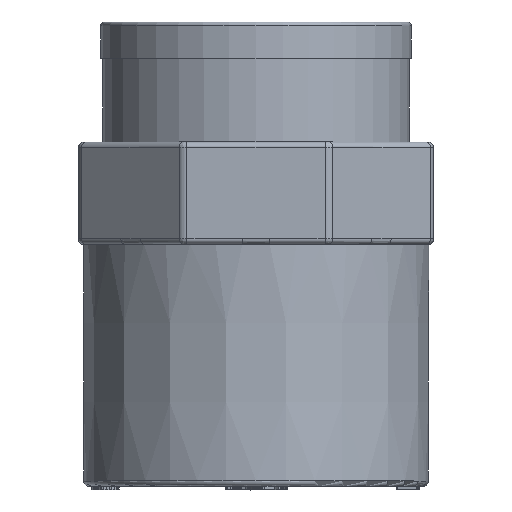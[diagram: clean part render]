
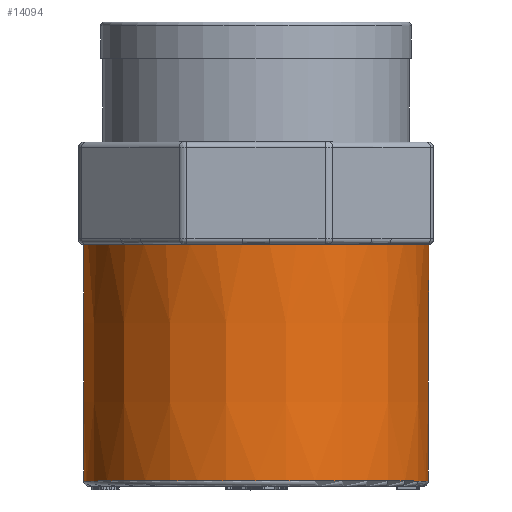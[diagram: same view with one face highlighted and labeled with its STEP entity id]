
A CAD part, top view. The second image highlights one B-rep face of the part: STEP entity #14094.
In plain terms, the highlighted conical face has half-angle 0.127 degrees and reference radius 16.05 mm.
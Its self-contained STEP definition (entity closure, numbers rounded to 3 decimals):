
#42=CONICAL_SURFACE('',#14907,16.05,0.002);
#774=FACE_OUTER_BOUND('',#1548,.T.);
#1548=EDGE_LOOP('',(#10482,#10483,#10484,#10485,#10486,#10487,#10488,#10489,
#10490,#10491,#10492,#10493,#10494,#10495,#10496,#10497,#10498,#10499,#10500,
#10501));
#2290=CIRCLE('',#14860,16.05);
#2292=CIRCLE('',#14863,16.05);
#2294=CIRCLE('',#14866,16.05);
#2296=CIRCLE('',#14869,16.05);
#2298=CIRCLE('',#14872,16.05);
#2300=CIRCLE('',#14875,16.05);
#2302=CIRCLE('',#14878,16.05);
#2319=CIRCLE('',#14904,16.001);
#2322=CIRCLE('',#14908,16.05);
#2466=B_SPLINE_CURVE_WITH_KNOTS('',3,(#24979,#24980,#24981,#24982,#24983,
#24984),.UNSPECIFIED.,.F.,.F.,(4,2,4),(-0.253,-0.127,
0.),.UNSPECIFIED.);
#2467=B_SPLINE_CURVE_WITH_KNOTS('',3,(#24985,#24986,#24987,#24988,#24989,
#24990),.UNSPECIFIED.,.F.,.F.,(4,2,4),(-0.253,-0.127,
0.),.UNSPECIFIED.);
#2468=B_SPLINE_CURVE_WITH_KNOTS('',3,(#24991,#24992,#24993,#24994,#24995,
#24996),.UNSPECIFIED.,.F.,.F.,(4,2,4),(-0.253,-0.127,
0.),.UNSPECIFIED.);
#2469=B_SPLINE_CURVE_WITH_KNOTS('',3,(#24998,#24999,#25000,#25001,#25002,
#25003),.UNSPECIFIED.,.F.,.F.,(4,2,4),(-0.253,-0.127,
0.),.UNSPECIFIED.);
#2470=B_SPLINE_CURVE_WITH_KNOTS('',3,(#25007,#25008,#25009,#25010),
 .UNSPECIFIED.,.F.,.F.,(4,4),(-0.127,0.),.UNSPECIFIED.);
#2471=B_SPLINE_CURVE_WITH_KNOTS('',3,(#25012,#25013,#25014,#25015),
 .UNSPECIFIED.,.F.,.F.,(4,4),(-0.253,-0.127),
 .UNSPECIFIED.);
#2472=B_SPLINE_CURVE_WITH_KNOTS('',3,(#25016,#25017,#25018,#25019,#25020,
#25021),.UNSPECIFIED.,.F.,.F.,(4,2,4),(-0.253,-0.127,
0.),.UNSPECIFIED.);
#2473=B_SPLINE_CURVE_WITH_KNOTS('',3,(#25022,#25023,#25024,#25025,#25026,
#25027),.UNSPECIFIED.,.F.,.F.,(4,2,4),(-0.253,-0.127,
0.),.UNSPECIFIED.);
#2474=B_SPLINE_CURVE_WITH_KNOTS('',3,(#25028,#25029,#25030,#25031,#25032,
#25033),.UNSPECIFIED.,.F.,.F.,(4,2,4),(-0.253,-0.127,
0.),.UNSPECIFIED.);
#3039=LINE('',#25011,#4931);
#4931=VECTOR('',#16398,16.05);
#6825=VERTEX_POINT('',#23068);
#6826=VERTEX_POINT('',#23069);
#6829=VERTEX_POINT('',#23077);
#6830=VERTEX_POINT('',#23078);
#6833=VERTEX_POINT('',#23086);
#6834=VERTEX_POINT('',#23087);
#6837=VERTEX_POINT('',#23095);
#6838=VERTEX_POINT('',#23096);
#6841=VERTEX_POINT('',#23104);
#6842=VERTEX_POINT('',#23105);
#6845=VERTEX_POINT('',#23113);
#6846=VERTEX_POINT('',#23114);
#6849=VERTEX_POINT('',#23122);
#6850=VERTEX_POINT('',#23123);
#6893=VERTEX_POINT('',#24974);
#6894=VERTEX_POINT('',#24997);
#6895=VERTEX_POINT('',#25004);
#6896=VERTEX_POINT('',#25006);
#8227=EDGE_CURVE('',#6825,#6826,#2290,.T.);
#8231=EDGE_CURVE('',#6829,#6830,#2292,.T.);
#8235=EDGE_CURVE('',#6833,#6834,#2294,.T.);
#8239=EDGE_CURVE('',#6837,#6838,#2296,.T.);
#8243=EDGE_CURVE('',#6841,#6842,#2298,.T.);
#8247=EDGE_CURVE('',#6845,#6846,#2300,.T.);
#8251=EDGE_CURVE('',#6849,#6850,#2302,.T.);
#8306=EDGE_CURVE('',#6893,#6893,#2319,.T.);
#8309=EDGE_CURVE('',#6842,#6837,#2466,.T.);
#8310=EDGE_CURVE('',#6846,#6841,#2467,.T.);
#8311=EDGE_CURVE('',#6850,#6845,#2468,.T.);
#8312=EDGE_CURVE('',#6894,#6849,#2469,.T.);
#8313=EDGE_CURVE('',#6895,#6894,#2322,.T.);
#8314=EDGE_CURVE('',#6896,#6895,#2470,.T.);
#8315=EDGE_CURVE('',#6896,#6893,#3039,.T.);
#8316=EDGE_CURVE('',#6826,#6896,#2471,.T.);
#8317=EDGE_CURVE('',#6830,#6825,#2472,.T.);
#8318=EDGE_CURVE('',#6834,#6829,#2473,.T.);
#8319=EDGE_CURVE('',#6838,#6833,#2474,.T.);
#10482=ORIENTED_EDGE('',*,*,#8239,.F.);
#10483=ORIENTED_EDGE('',*,*,#8309,.F.);
#10484=ORIENTED_EDGE('',*,*,#8243,.F.);
#10485=ORIENTED_EDGE('',*,*,#8310,.F.);
#10486=ORIENTED_EDGE('',*,*,#8247,.F.);
#10487=ORIENTED_EDGE('',*,*,#8311,.F.);
#10488=ORIENTED_EDGE('',*,*,#8251,.F.);
#10489=ORIENTED_EDGE('',*,*,#8312,.F.);
#10490=ORIENTED_EDGE('',*,*,#8313,.F.);
#10491=ORIENTED_EDGE('',*,*,#8314,.F.);
#10492=ORIENTED_EDGE('',*,*,#8315,.T.);
#10493=ORIENTED_EDGE('',*,*,#8306,.T.);
#10494=ORIENTED_EDGE('',*,*,#8315,.F.);
#10495=ORIENTED_EDGE('',*,*,#8316,.F.);
#10496=ORIENTED_EDGE('',*,*,#8227,.F.);
#10497=ORIENTED_EDGE('',*,*,#8317,.F.);
#10498=ORIENTED_EDGE('',*,*,#8231,.F.);
#10499=ORIENTED_EDGE('',*,*,#8318,.F.);
#10500=ORIENTED_EDGE('',*,*,#8235,.F.);
#10501=ORIENTED_EDGE('',*,*,#8319,.F.);
#14094=ADVANCED_FACE('',(#774),#42,.T.);
#14860=AXIS2_PLACEMENT_3D('',#23070,#16261,#16262);
#14863=AXIS2_PLACEMENT_3D('',#23079,#16269,#16270);
#14866=AXIS2_PLACEMENT_3D('',#23088,#16277,#16278);
#14869=AXIS2_PLACEMENT_3D('',#23097,#16285,#16286);
#14872=AXIS2_PLACEMENT_3D('',#23106,#16293,#16294);
#14875=AXIS2_PLACEMENT_3D('',#23115,#16301,#16302);
#14878=AXIS2_PLACEMENT_3D('',#23124,#16309,#16310);
#14904=AXIS2_PLACEMENT_3D('',#24975,#16388,#16389);
#14907=AXIS2_PLACEMENT_3D('',#24978,#16394,#16395);
#14908=AXIS2_PLACEMENT_3D('',#25005,#16396,#16397);
#16261=DIRECTION('center_axis',(0.,1.,0.));
#16262=DIRECTION('ref_axis',(-1.,0.,0.));
#16269=DIRECTION('center_axis',(0.,1.,0.));
#16270=DIRECTION('ref_axis',(-1.,0.,0.));
#16277=DIRECTION('center_axis',(0.,1.,0.));
#16278=DIRECTION('ref_axis',(-1.,0.,0.));
#16285=DIRECTION('center_axis',(0.,1.,0.));
#16286=DIRECTION('ref_axis',(-1.,0.,0.));
#16293=DIRECTION('center_axis',(0.,1.,0.));
#16294=DIRECTION('ref_axis',(-1.,0.,0.));
#16301=DIRECTION('center_axis',(0.,1.,0.));
#16302=DIRECTION('ref_axis',(-1.,0.,0.));
#16309=DIRECTION('center_axis',(0.,1.,0.));
#16310=DIRECTION('ref_axis',(-1.,0.,0.));
#16388=DIRECTION('center_axis',(0.,1.,0.));
#16389=DIRECTION('ref_axis',(1.,0.,0.));
#16394=DIRECTION('center_axis',(0.,1.,0.));
#16395=DIRECTION('ref_axis',(-1.,0.,0.));
#16396=DIRECTION('center_axis',(0.,1.,0.));
#16397=DIRECTION('ref_axis',(-1.,0.,0.));
#16398=DIRECTION('',(-0.002,-1.,0.));
#23068=CARTESIAN_POINT('',(12.209,-20.5,10.419));
#23069=CARTESIAN_POINT('',(16.,-20.5,1.266));
#23070=CARTESIAN_POINT('Origin',(0.,-20.5,0.));
#23077=CARTESIAN_POINT('',(1.266,-20.5,16.));
#23078=CARTESIAN_POINT('',(10.419,-20.5,12.209));
#23079=CARTESIAN_POINT('Origin',(0.,-20.5,0.));
#23086=CARTESIAN_POINT('',(-10.419,-20.5,12.209));
#23087=CARTESIAN_POINT('',(-1.266,-20.5,16.));
#23088=CARTESIAN_POINT('Origin',(0.,-20.5,0.));
#23095=CARTESIAN_POINT('',(-16.,-20.5,1.266));
#23096=CARTESIAN_POINT('',(-12.209,-20.5,10.419));
#23097=CARTESIAN_POINT('Origin',(0.,-20.5,0.));
#23104=CARTESIAN_POINT('',(-12.209,-20.5,-10.419));
#23105=CARTESIAN_POINT('',(-16.,-20.5,-1.266));
#23106=CARTESIAN_POINT('Origin',(0.,-20.5,0.));
#23113=CARTESIAN_POINT('',(-1.266,-20.5,-16.));
#23114=CARTESIAN_POINT('',(-10.419,-20.5,-12.209));
#23115=CARTESIAN_POINT('Origin',(0.,-20.5,0.));
#23122=CARTESIAN_POINT('',(10.419,-20.5,-12.209));
#23123=CARTESIAN_POINT('',(1.266,-20.5,-16.));
#23124=CARTESIAN_POINT('Origin',(0.,-20.5,0.));
#24974=CARTESIAN_POINT('',(16.001,-42.501,0.));
#24975=CARTESIAN_POINT('Origin',(0.,-42.501,0.));
#24978=CARTESIAN_POINT('Origin',(0.,-20.5,0.));
#24979=CARTESIAN_POINT('Ctrl Pts',(-16.,-20.5,-1.266));
#24980=CARTESIAN_POINT('Ctrl Pts',(-16.033,-20.5,-0.845));
#24981=CARTESIAN_POINT('Ctrl Pts',(-16.05,-20.5,
-0.422));
#24982=CARTESIAN_POINT('Ctrl Pts',(-16.05,-20.5,
0.422));
#24983=CARTESIAN_POINT('Ctrl Pts',(-16.033,-20.5,0.845));
#24984=CARTESIAN_POINT('Ctrl Pts',(-16.,-20.5,1.266));
#24985=CARTESIAN_POINT('Ctrl Pts',(-10.419,-20.5,-12.209));
#24986=CARTESIAN_POINT('Ctrl Pts',(-10.74,-20.5,-11.935));
#24987=CARTESIAN_POINT('Ctrl Pts',(-11.05,-20.5,
-11.648));
#24988=CARTESIAN_POINT('Ctrl Pts',(-11.648,-20.5,
-11.05));
#24989=CARTESIAN_POINT('Ctrl Pts',(-11.935,-20.5,-10.74));
#24990=CARTESIAN_POINT('Ctrl Pts',(-12.209,-20.5,-10.419));
#24991=CARTESIAN_POINT('Ctrl Pts',(1.266,-20.5,-16.));
#24992=CARTESIAN_POINT('Ctrl Pts',(0.845,-20.5,-16.033));
#24993=CARTESIAN_POINT('Ctrl Pts',(0.422,-20.5,
-16.05));
#24994=CARTESIAN_POINT('Ctrl Pts',(-0.422,-20.5,
-16.05));
#24995=CARTESIAN_POINT('Ctrl Pts',(-0.845,-20.5,-16.033));
#24996=CARTESIAN_POINT('Ctrl Pts',(-1.266,-20.5,-16.));
#24997=CARTESIAN_POINT('',(12.209,-20.5,-10.419));
#24998=CARTESIAN_POINT('Ctrl Pts',(12.209,-20.5,-10.419));
#24999=CARTESIAN_POINT('Ctrl Pts',(11.935,-20.5,-10.74));
#25000=CARTESIAN_POINT('Ctrl Pts',(11.648,-20.5,-11.05));
#25001=CARTESIAN_POINT('Ctrl Pts',(11.05,-20.5,-11.648));
#25002=CARTESIAN_POINT('Ctrl Pts',(10.74,-20.5,-11.935));
#25003=CARTESIAN_POINT('Ctrl Pts',(10.419,-20.5,-12.209));
#25004=CARTESIAN_POINT('',(16.,-20.5,-1.266));
#25005=CARTESIAN_POINT('Origin',(0.,-20.5,0.));
#25006=CARTESIAN_POINT('',(16.05,-20.5,0.));
#25007=CARTESIAN_POINT('Ctrl Pts',(16.05,-20.5,0.));
#25008=CARTESIAN_POINT('Ctrl Pts',(16.05,-20.5,-0.422));
#25009=CARTESIAN_POINT('Ctrl Pts',(16.033,-20.5,-0.845));
#25010=CARTESIAN_POINT('Ctrl Pts',(16.,-20.5,-1.266));
#25011=CARTESIAN_POINT('',(16.05,-20.5,0.));
#25012=CARTESIAN_POINT('Ctrl Pts',(16.,-20.5,1.266));
#25013=CARTESIAN_POINT('Ctrl Pts',(16.033,-20.5,0.845));
#25014=CARTESIAN_POINT('Ctrl Pts',(16.05,-20.5,0.422));
#25015=CARTESIAN_POINT('Ctrl Pts',(16.05,-20.5,0.));
#25016=CARTESIAN_POINT('Ctrl Pts',(10.419,-20.5,12.209));
#25017=CARTESIAN_POINT('Ctrl Pts',(10.74,-20.5,11.935));
#25018=CARTESIAN_POINT('Ctrl Pts',(11.05,-20.5,11.648));
#25019=CARTESIAN_POINT('Ctrl Pts',(11.648,-20.5,11.05));
#25020=CARTESIAN_POINT('Ctrl Pts',(11.935,-20.5,10.74));
#25021=CARTESIAN_POINT('Ctrl Pts',(12.209,-20.5,10.419));
#25022=CARTESIAN_POINT('Ctrl Pts',(-1.266,-20.5,16.));
#25023=CARTESIAN_POINT('Ctrl Pts',(-0.845,-20.5,16.033));
#25024=CARTESIAN_POINT('Ctrl Pts',(-0.422,-20.5,
16.05));
#25025=CARTESIAN_POINT('Ctrl Pts',(0.422,-20.5,
16.05));
#25026=CARTESIAN_POINT('Ctrl Pts',(0.845,-20.5,16.033));
#25027=CARTESIAN_POINT('Ctrl Pts',(1.266,-20.5,16.));
#25028=CARTESIAN_POINT('Ctrl Pts',(-12.209,-20.5,10.419));
#25029=CARTESIAN_POINT('Ctrl Pts',(-11.935,-20.5,10.74));
#25030=CARTESIAN_POINT('Ctrl Pts',(-11.648,-20.5,
11.05));
#25031=CARTESIAN_POINT('Ctrl Pts',(-11.05,-20.5,
11.648));
#25032=CARTESIAN_POINT('Ctrl Pts',(-10.74,-20.5,11.935));
#25033=CARTESIAN_POINT('Ctrl Pts',(-10.419,-20.5,12.209));
